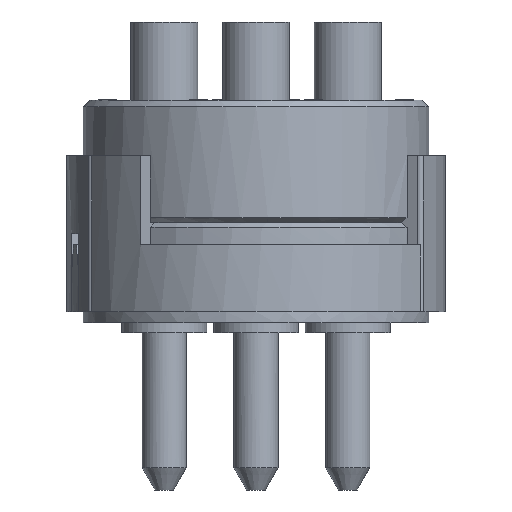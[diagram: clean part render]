
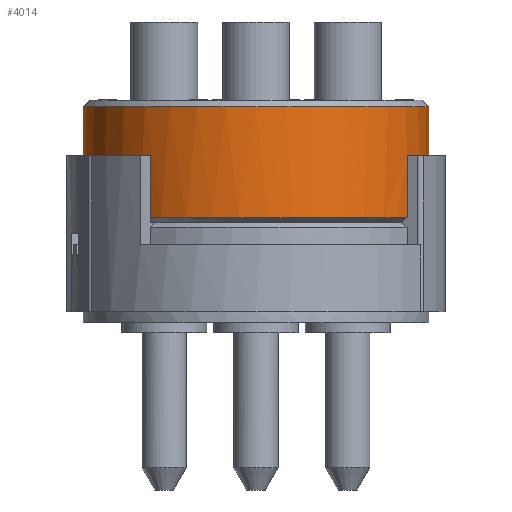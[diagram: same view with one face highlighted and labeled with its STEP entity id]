
A CAD part, front view. The second image highlights one B-rep face of the part: STEP entity #4014.
In plain terms, the highlighted cylindrical face has radius 7.75 mm (diameter 15.5 mm), a partial arc.
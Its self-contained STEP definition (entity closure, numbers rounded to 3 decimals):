
#3945=AXIS2_PLACEMENT_3D('Cylinder Axis2P3D',#3942,#3943,#3944) ;
#3974=AXIS2_PLACEMENT_3D('Circle Axis2P3D',#3972,#3973,$) ;
#3986=AXIS2_PLACEMENT_3D('Circle Axis2P3D',#3984,#3985,$) ;
#4000=AXIS2_PLACEMENT_3D('Circle Axis2P3D',#3998,#3999,$) ;
#3904=CARTESIAN_POINT('Control Point',(9.032,0.768,12.21)) ;
#3905=CARTESIAN_POINT('Control Point',(11.711,0.952,12.21)) ;
#3906=CARTESIAN_POINT('Control Point',(13.976,2.394,12.21)) ;
#3907=CARTESIAN_POINT('Control Point',(15.278,4.743,12.21)) ;
#3908=CARTESIAN_POINT('Vertex',(15.278,4.743,12.21)) ;
#3910=CARTESIAN_POINT('Vertex',(9.032,0.768,12.21)) ;
#3942=CARTESIAN_POINT('Axis2P3D Location',(8.5,8.5,12.21)) ;
#3947=CARTESIAN_POINT('Line Origine',(0.75,8.5,12.21)) ;
#3951=CARTESIAN_POINT('Vertex',(0.75,8.5,15.)) ;
#3953=CARTESIAN_POINT('Vertex',(0.75,8.5,17.2)) ;
#3957=CARTESIAN_POINT('Control Point',(0.75,8.5,15.)) ;
#3958=CARTESIAN_POINT('Control Point',(0.75,7.519,15.)) ;
#3959=CARTESIAN_POINT('Control Point',(0.915,6.539,15.)) ;
#3960=CARTESIAN_POINT('Control Point',(1.246,5.6,15.)) ;
#3961=CARTESIAN_POINT('Control Point',(1.722,4.743,15.)) ;
#3962=CARTESIAN_POINT('Vertex',(1.722,4.743,15.)) ;
#3965=CARTESIAN_POINT('Line Origine',(1.722,4.743,12.21)) ;
#3969=CARTESIAN_POINT('Vertex',(1.722,4.743,12.21)) ;
#3972=CARTESIAN_POINT('Axis2P3D Location',(8.5,8.5,12.21)) ;
#3977=CARTESIAN_POINT('Line Origine',(15.278,4.743,12.21)) ;
#3981=CARTESIAN_POINT('Vertex',(15.278,4.743,15.)) ;
#3984=CARTESIAN_POINT('Axis2P3D Location',(8.5,8.5,15.)) ;
#3988=CARTESIAN_POINT('Vertex',(16.25,8.5,15.)) ;
#3991=CARTESIAN_POINT('Line Origine',(16.25,8.5,12.21)) ;
#3995=CARTESIAN_POINT('Vertex',(16.25,8.5,17.2)) ;
#3998=CARTESIAN_POINT('Axis2P3D Location',(8.5,8.5,17.2)) ;
#3943=DIRECTION('Axis2P3D Direction',(0.,0.,1.)) ;
#3944=DIRECTION('Axis2P3D XDirection',(-1.,0.,0.)) ;
#3948=DIRECTION('Vector Direction',(0.,0.,1.)) ;
#3966=DIRECTION('Vector Direction',(0.,0.,1.)) ;
#3973=DIRECTION('Axis2P3D Direction',(0.,0.,1.)) ;
#3978=DIRECTION('Vector Direction',(0.,0.,1.)) ;
#3985=DIRECTION('Axis2P3D Direction',(0.,0.,1.)) ;
#3992=DIRECTION('Vector Direction',(0.,0.,1.)) ;
#3999=DIRECTION('Axis2P3D Direction',(0.,0.,1.)) ;
#3949=VECTOR('Line Direction',#3948,1.) ;
#3967=VECTOR('Line Direction',#3966,1.) ;
#3979=VECTOR('Line Direction',#3978,1.) ;
#3993=VECTOR('Line Direction',#3992,1.) ;
#4004=ORIENTED_EDGE('',*,*,#3955,.F.) ;
#4005=ORIENTED_EDGE('',*,*,#3964,.T.) ;
#4006=ORIENTED_EDGE('',*,*,#3971,.T.) ;
#4007=ORIENTED_EDGE('',*,*,#3976,.F.) ;
#4008=ORIENTED_EDGE('',*,*,#3912,.F.) ;
#4009=ORIENTED_EDGE('',*,*,#3983,.T.) ;
#4010=ORIENTED_EDGE('',*,*,#3990,.T.) ;
#4011=ORIENTED_EDGE('',*,*,#3997,.T.) ;
#4012=ORIENTED_EDGE('',*,*,#4002,.T.) ;
#4014=ADVANCED_FACE('Hauptkoerper',(#4013),#3946,.T.) ;
#3956=B_SPLINE_CURVE_WITH_KNOTS('',4,(#3957,#3958,#3959,#3960,#3961),.UNSPECIFIED.,.F.,.U.,(5,5),(-1.961,1.961),.UNSPECIFIED.) ;
#3975=CIRCLE('generated circle',#3974,7.75) ;
#3987=CIRCLE('generated circle',#3986,7.75) ;
#4001=CIRCLE('generated circle',#4000,7.75) ;
#3946=CYLINDRICAL_SURFACE('generated cylinder',#3945,7.75) ;
#3912=EDGE_CURVE('',#3909,#3911,#3903,.F.) ;
#3955=EDGE_CURVE('',#3952,#3954,#3950,.T.) ;
#3964=EDGE_CURVE('',#3952,#3963,#3956,.T.) ;
#3971=EDGE_CURVE('',#3963,#3970,#3968,.F.) ;
#3976=EDGE_CURVE('',#3911,#3970,#3975,.F.) ;
#3983=EDGE_CURVE('',#3909,#3982,#3980,.T.) ;
#3990=EDGE_CURVE('',#3982,#3989,#3987,.T.) ;
#3997=EDGE_CURVE('',#3989,#3996,#3994,.T.) ;
#4002=EDGE_CURVE('',#3996,#3954,#4001,.F.) ;
#4003=EDGE_LOOP('',(#4004,#4005,#4006,#4007,#4008,#4009,#4010,#4011,#4012)) ;
#4013=FACE_OUTER_BOUND('',#4003,.T.) ;
#3950=LINE('Line',#3947,#3949) ;
#3968=LINE('Line',#3965,#3967) ;
#3980=LINE('Line',#3977,#3979) ;
#3994=LINE('Line',#3991,#3993) ;
#3909=VERTEX_POINT('',#3908) ;
#3911=VERTEX_POINT('',#3910) ;
#3952=VERTEX_POINT('',#3951) ;
#3954=VERTEX_POINT('',#3953) ;
#3963=VERTEX_POINT('',#3962) ;
#3970=VERTEX_POINT('',#3969) ;
#3982=VERTEX_POINT('',#3981) ;
#3989=VERTEX_POINT('',#3988) ;
#3996=VERTEX_POINT('',#3995) ;
#3903=(BOUNDED_CURVE()B_SPLINE_CURVE(3,(#3904,#3905,#3906,#3907),.UNSPECIFIED.,.F.,.U.)B_SPLINE_CURVE_WITH_KNOTS((4,4),(0.,7.9),.UNSPECIFIED.)CURVE()GEOMETRIC_REPRESENTATION_ITEM()RATIONAL_B_SPLINE_CURVE((1.,0.919,0.919,1.))REPRESENTATION_ITEM('')) ;
